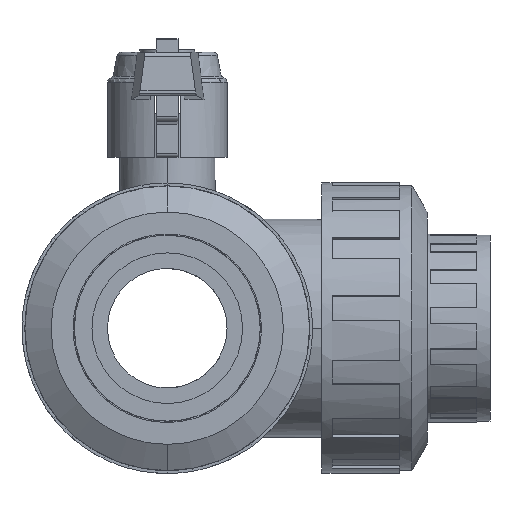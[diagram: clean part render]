
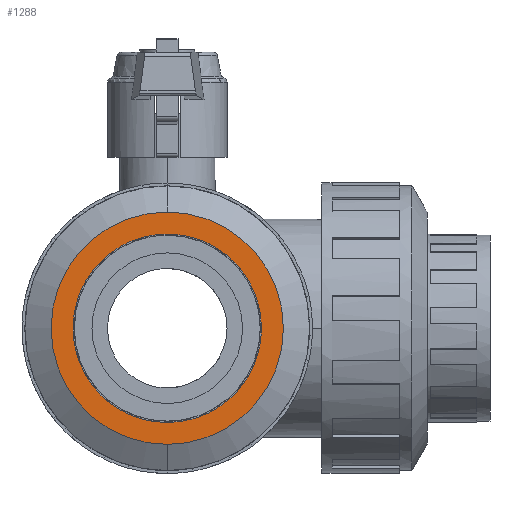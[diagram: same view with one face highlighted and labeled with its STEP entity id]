
A CAD part, left-side view. The second image highlights one B-rep face of the part: STEP entity #1288.
In plain terms, the highlighted planar face has unit normal (-1, 0, 0).
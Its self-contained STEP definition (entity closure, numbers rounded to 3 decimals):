
#1288=ADVANCED_FACE('',(#2806,#2807),#2808,.T.);
#2806=FACE_BOUND('',#4547,.T.);
#2807=FACE_OUTER_BOUND('',#4548,.T.);
#2808=PLANE('',#4549);
#4547=EDGE_LOOP('',(#8744,#8745));
#4548=EDGE_LOOP('',(#8746,#8747));
#4549=AXIS2_PLACEMENT_3D('',#8748,#8749,#8750);
#8744=ORIENTED_EDGE('',*,*,#12222,.F.);
#8745=ORIENTED_EDGE('',*,*,#10960,.F.);
#8746=ORIENTED_EDGE('',*,*,#10965,.T.);
#8747=ORIENTED_EDGE('',*,*,#12220,.T.);
#8748=CARTESIAN_POINT('',(-108.678,0.0,43.988));
#8749=DIRECTION('',(-1.0,0.0,0.0));
#8750=DIRECTION('',(0.0,-0.0,1.0));
#10960=EDGE_CURVE('',#13384,#13380,#13386,.T.);
#10965=EDGE_CURVE('',#13389,#13393,#13395,.T.);
#12220=EDGE_CURVE('',#13393,#13389,#15262,.T.);
#12222=EDGE_CURVE('',#13380,#13384,#15264,.T.);
#13380=VERTEX_POINT('',#16845);
#13384=VERTEX_POINT('',#16850);
#13386=CIRCLE('',#16853,39.375);
#13389=VERTEX_POINT('',#16856);
#13393=VERTEX_POINT('',#16861);
#13395=CIRCLE('',#16864,48.6);
#15262=CIRCLE('',#19823,48.6);
#15264=CIRCLE('',#19825,39.375);
#16845=CARTESIAN_POINT('',(-108.678,0.0,39.375));
#16850=CARTESIAN_POINT('',(-108.678,0.,-39.375));
#16853=AXIS2_PLACEMENT_3D('',#21414,#21415,#21416);
#16856=CARTESIAN_POINT('',(-108.678,0.0,48.6));
#16861=CARTESIAN_POINT('',(-108.678,0.,-48.6));
#16864=AXIS2_PLACEMENT_3D('',#21422,#21423,#21424);
#19823=AXIS2_PLACEMENT_3D('',#22935,#22936,#22937);
#19825=AXIS2_PLACEMENT_3D('',#22938,#22939,#22940);
#21414=CARTESIAN_POINT('',(-108.678,0.0,0.0));
#21415=DIRECTION('',(-1.0,0.0,0.0));
#21416=DIRECTION('',(0.0,-0.0,1.0));
#21422=CARTESIAN_POINT('',(-108.678,0.0,0.0));
#21423=DIRECTION('',(-1.0,0.0,0.0));
#21424=DIRECTION('',(0.0,-0.0,1.0));
#22935=CARTESIAN_POINT('',(-108.678,0.0,0.0));
#22936=DIRECTION('',(-1.0,0.0,0.0));
#22937=DIRECTION('',(0.0,-0.0,1.0));
#22938=CARTESIAN_POINT('',(-108.678,0.0,0.0));
#22939=DIRECTION('',(-1.0,0.0,0.0));
#22940=DIRECTION('',(0.0,-0.0,1.0));
